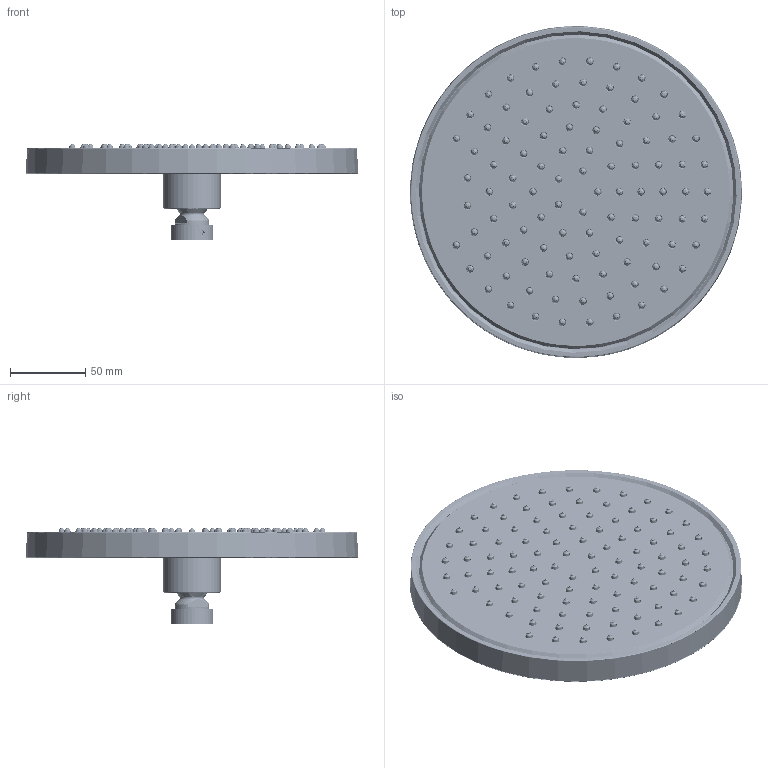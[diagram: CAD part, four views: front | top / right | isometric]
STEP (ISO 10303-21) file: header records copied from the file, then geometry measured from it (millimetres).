
FILE_DESCRIPTION(('CAx-IF Rec.Pracs.---Model Styling and Organization---1.2---2011-12-15','CAx-IF Rec.Pracs.---Geometric and Assembly Validation Properties---4.1---2014-06-16','CAx-IF Rec.Pracs.---PMI Polyline Presentation---2.0---2013-05-24'),'2;1');
FILE_NAME('1000154022_PPR_000.stp','2021-06-23T10:03:22+02:00',(''),(''),'STEP Interface 4.3 by CT CoreTechnologie','3D_Evolution4.3 by CT CoreTechnologie','');
FILE_SCHEMA(('AP203_CONFIGURATION_CONTROLLED_3D_DESIGN_OF_MECHANICAL_PARTS_AND_ASSEMBLIES_MIM_LF'));
Length unit declared in the file: millimetre
Products named in the file (9): P_2 AX KB 200 1j 1.5_1.75_2.5 GPM 1000154022_PPR_000_A0; P_2 Strahlscheibe rund AX Grand Canyon 1000154017_PPA_000_A0; P_2 EB gerade Strahleinsatz KB NPS S 1000154020_PPA_000_A0; AX Grand Canyon round_Abdeckung_steel 1000148063_PPA_000_A4; Senkschraube  ISO10642-M4x10-A2 1000000168_PPA_000_A1; Gewindestift DIN914-M4x6-A2 1000000128_PPA_000_A0; P_2 Gelenkkugel D7 KB 1000094459_PPA_000_A0; P_2 Ueberwurfmutter AX KB 1000154021_PPA_000_A0; P_2 Verdrehsicherung 1000105363_PPA_000_A0
Assembly tree (19 placements, depth 2):
  P_2 AX KB 200 1j 1.5_1.75_2.5 GPM 1000154022_PPR_000_A0
    P_2 Strahlscheibe rund AX Grand Canyon 1000154017_PPA_000_A0
    P_2 EB gerade Strahleinsatz KB NPS S 1000154020_PPA_000_A0
    AX Grand Canyon round_Abdeckung_steel 1000148063_PPA_000_A4
    Senkschraube  ISO10642-M4x10-A2 1000000168_PPA_000_A1  x12
    Gewindestift DIN914-M4x6-A2 1000000128_PPA_000_A0
    P_2 Gelenkkugel D7 KB 1000094459_PPA_000_A0
    P_2 Ueberwurfmutter AX KB 1000154021_PPA_000_A0
    P_2 Verdrehsicherung 1000105363_PPA_000_A0
Bounding box: 221.09 x 221.09 x 64.4 mm (x, y, z)
Volume: 667936.6 mm3; surface area: 192056.5 mm2
Topology: 120 solids, 120 shells, 4728 faces, 10141 edges, 5770 vertices
Faces by surface type: bspline 2895, plane 1244, cylinder 589
Entity records: 218089 total; most frequent: CARTESIAN_POINT 77281, ORIENTED_EDGE 19474, DIRECTION 19223, EDGE_CURVE 9737, AXIS2_PLACEMENT_3D 8031, CIRCLE 6299, VERTEX_POINT 5528, EDGE_LOOP 4887
